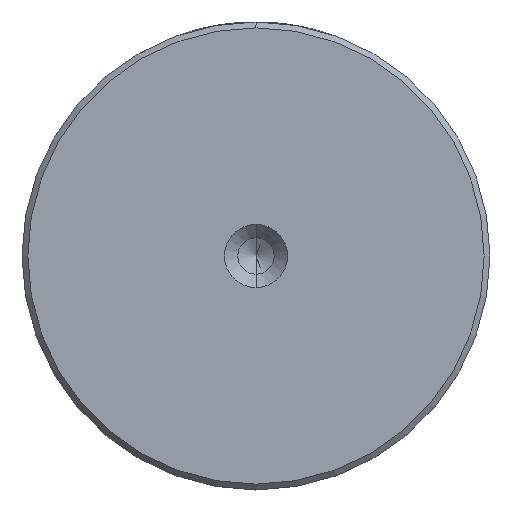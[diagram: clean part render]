
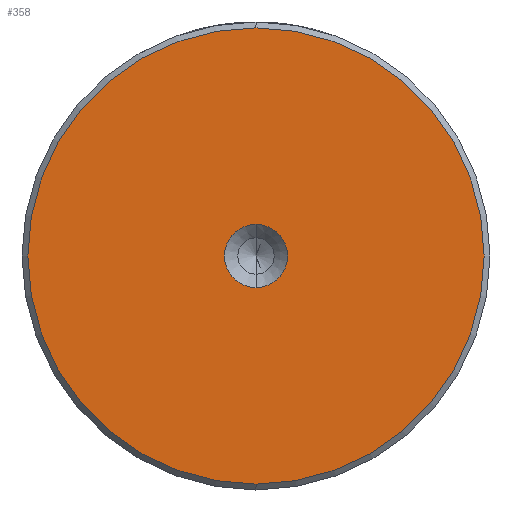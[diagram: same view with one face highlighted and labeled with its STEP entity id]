
A CAD part, left-side view. The second image highlights one B-rep face of the part: STEP entity #358.
In plain terms, the highlighted planar face has unit normal (-1, 0, 0).
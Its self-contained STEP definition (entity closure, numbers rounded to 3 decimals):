
#16 = PLANE ( 'NONE',  #1204 ) ;
#182 = FACE_OUTER_BOUND ( 'NONE', #1016, .T. ) ;
#194 = VERTEX_POINT ( 'NONE', #434 ) ;
#221 = CARTESIAN_POINT ( 'NONE',  ( 0., 0., 0. ) ) ;
#237 = ORIENTED_EDGE ( 'NONE', *, *, #1580, .F. ) ;
#257 = EDGE_CURVE ( 'NONE', #479, #2129, #1643, .T. ) ;
#358 = ADVANCED_FACE ( 'NONE', ( #182, #2537 ), #16, .T. ) ;
#425 = ORIENTED_EDGE ( 'NONE', *, *, #2747, .T. ) ;
#426 = DIRECTION ( 'NONE',  ( -1., 0., 0. ) ) ;
#434 = CARTESIAN_POINT ( 'NONE',  ( 0., 0., 19.5 ) ) ;
#444 = DIRECTION ( 'NONE',  ( 0., 0., 1. ) ) ;
#479 = VERTEX_POINT ( 'NONE', #1863 ) ;
#649 = CIRCLE ( 'NONE', #1327, 19.5 ) ;
#894 = DIRECTION ( 'NONE',  ( -1., 0., 0. ) ) ;
#917 = DIRECTION ( 'NONE',  ( 0., 0., 1. ) ) ;
#1016 = EDGE_LOOP ( 'NONE', ( #1029, #425 ) ) ;
#1029 = ORIENTED_EDGE ( 'NONE', *, *, #2652, .T. ) ;
#1134 = CARTESIAN_POINT ( 'NONE',  ( 0., 0., 0. ) ) ;
#1190 = DIRECTION ( 'NONE',  ( -1., 0., 0. ) ) ;
#1204 = AXIS2_PLACEMENT_3D ( 'NONE', #1134, #2250, #917 ) ;
#1327 = AXIS2_PLACEMENT_3D ( 'NONE', #1739, #426, #1986 ) ;
#1504 = CARTESIAN_POINT ( 'NONE',  ( 0., 0., -19.5 ) ) ;
#1531 = EDGE_LOOP ( 'NONE', ( #2390, #237 ) ) ;
#1580 = EDGE_CURVE ( 'NONE', #2129, #479, #2345, .T. ) ;
#1632 = AXIS2_PLACEMENT_3D ( 'NONE', #2517, #1190, #2727 ) ;
#1643 = CIRCLE ( 'NONE', #2297, 2.7 ) ;
#1739 = CARTESIAN_POINT ( 'NONE',  ( 0., 0., 0. ) ) ;
#1786 = AXIS2_PLACEMENT_3D ( 'NONE', #2230, #894, #2447 ) ;
#1793 = DIRECTION ( 'NONE',  ( -1., 0., 0. ) ) ;
#1863 = CARTESIAN_POINT ( 'NONE',  ( 0., 0., 2.7 ) ) ;
#1986 = DIRECTION ( 'NONE',  ( 0., 0., 1. ) ) ;
#2129 = VERTEX_POINT ( 'NONE', #2627 ) ;
#2230 = CARTESIAN_POINT ( 'NONE',  ( 0., 0., 0. ) ) ;
#2250 = DIRECTION ( 'NONE',  ( -1., 0., 0. ) ) ;
#2297 = AXIS2_PLACEMENT_3D ( 'NONE', #221, #1793, #444 ) ;
#2345 = CIRCLE ( 'NONE', #1632, 2.7 ) ;
#2390 = ORIENTED_EDGE ( 'NONE', *, *, #257, .F. ) ;
#2447 = DIRECTION ( 'NONE',  ( 0., 0., 1. ) ) ;
#2517 = CARTESIAN_POINT ( 'NONE',  ( 0., 0., 0. ) ) ;
#2537 = FACE_BOUND ( 'NONE', #1531, .T. ) ;
#2627 = CARTESIAN_POINT ( 'NONE',  ( 0., 0., -2.7 ) ) ;
#2652 = EDGE_CURVE ( 'NONE', #2675, #194, #649, .T. ) ;
#2675 = VERTEX_POINT ( 'NONE', #1504 ) ;
#2727 = DIRECTION ( 'NONE',  ( 0., 0., 1. ) ) ;
#2747 = EDGE_CURVE ( 'NONE', #194, #2675, #2801, .T. ) ;
#2801 = CIRCLE ( 'NONE', #1786, 19.5 ) ;
